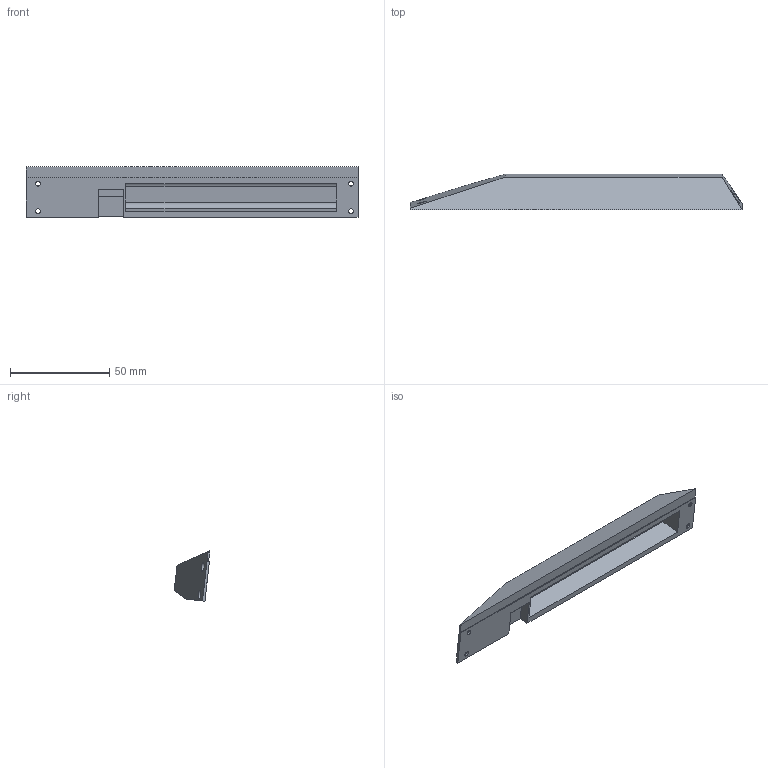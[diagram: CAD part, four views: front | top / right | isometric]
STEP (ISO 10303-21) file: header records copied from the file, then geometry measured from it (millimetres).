
FILE_DESCRIPTION(/* description */ (''),/* implementation_level */ '2;1');
FILE_NAME(/* name */ 'AAA_Case_Right.step',/* time_stamp */ '2021-10-09T02:39:54+09:00',/* author */ (''),/* organization */ (''),/* preprocessor_version */ 'ST-DEVELOPER v18.1',/* originating_system */ 'Autodesk Translation Framework v10.10.0.1391',/* authorisation */ '');
FILE_SCHEMA (('AUTOMOTIVE_DESIGN { 1 0 10303 214 3 1 1 }'));
Length unit declared in the file: millimetre
Products named in the file (1): 65%汎用_r4
Bounding box: 167.4 x 17.98 x 25.38 mm (x, y, z)
Volume: 25822 mm3; surface area: 15286.5 mm2
Topology: 1 solids, 1 shells, 36 faces, 87 edges, 58 vertices
Faces by surface type: plane 26, cylinder 10
Full cylindrical faces by diameter (mm): 2.5 x4, 4.5 x4
Entity records: 1107 total; most frequent: CARTESIAN_POINT 182, DIRECTION 181, ORIENTED_EDGE 174, EDGE_CURVE 87, LINE 67, VECTOR 67, VERTEX_POINT 58, AXIS2_PLACEMENT_3D 57
